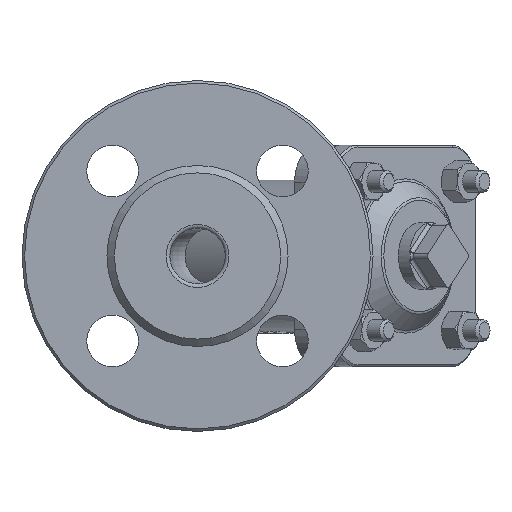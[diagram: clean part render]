
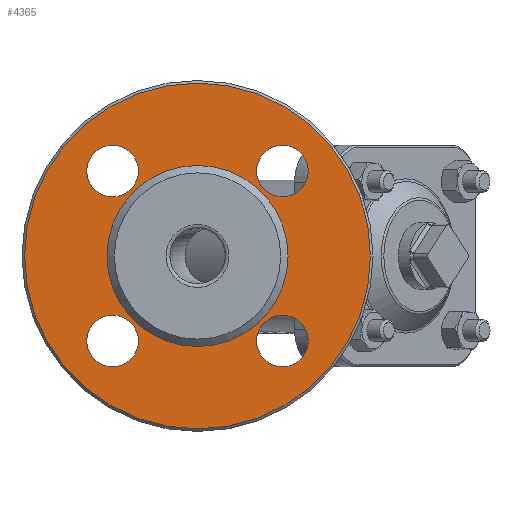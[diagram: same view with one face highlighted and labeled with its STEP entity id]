
A CAD part, left-side view. The second image highlights one B-rep face of the part: STEP entity #4365.
In plain terms, the highlighted planar face has unit normal (-1, 0, 0).
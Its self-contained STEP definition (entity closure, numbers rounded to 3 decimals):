
#75=FACE_BOUND('',#813,.T.);
#76=FACE_BOUND('',#814,.T.);
#77=FACE_BOUND('',#815,.T.);
#78=FACE_BOUND('',#816,.T.);
#79=FACE_BOUND('',#817,.T.);
#224=PLANE('',#4805);
#531=FACE_OUTER_BOUND('',#812,.T.);
#812=EDGE_LOOP('',(#3225));
#813=EDGE_LOOP('',(#3226));
#814=EDGE_LOOP('',(#3227));
#815=EDGE_LOOP('',(#3228));
#816=EDGE_LOOP('',(#3229));
#817=EDGE_LOOP('',(#3230));
#1606=CIRCLE('',#4804,24.5);
#1607=CIRCLE('',#4806,46.8);
#1608=CIRCLE('',#4807,7.);
#1609=CIRCLE('',#4808,7.);
#1610=CIRCLE('',#4809,7.);
#1611=CIRCLE('',#4810,7.);
#1919=VERTEX_POINT('',#7978);
#1920=VERTEX_POINT('',#7982);
#1921=VERTEX_POINT('',#7984);
#1922=VERTEX_POINT('',#7986);
#1923=VERTEX_POINT('',#7988);
#1924=VERTEX_POINT('',#7990);
#2405=EDGE_CURVE('',#1919,#1919,#1606,.T.);
#2407=EDGE_CURVE('',#1920,#1920,#1607,.T.);
#2408=EDGE_CURVE('',#1921,#1921,#1608,.T.);
#2409=EDGE_CURVE('',#1922,#1922,#1609,.T.);
#2410=EDGE_CURVE('',#1923,#1923,#1610,.T.);
#2411=EDGE_CURVE('',#1924,#1924,#1611,.T.);
#3225=ORIENTED_EDGE('',*,*,#2407,.F.);
#3226=ORIENTED_EDGE('',*,*,#2408,.T.);
#3227=ORIENTED_EDGE('',*,*,#2409,.T.);
#3228=ORIENTED_EDGE('',*,*,#2410,.T.);
#3229=ORIENTED_EDGE('',*,*,#2411,.T.);
#3230=ORIENTED_EDGE('',*,*,#2405,.F.);
#4365=ADVANCED_FACE('',(#531,#75,#76,#77,#78,#79),#224,.F.);
#4804=AXIS2_PLACEMENT_3D('',#7979,#5578,#5579);
#4805=AXIS2_PLACEMENT_3D('',#7981,#5581,#5582);
#4806=AXIS2_PLACEMENT_3D('',#7983,#5583,#5584);
#4807=AXIS2_PLACEMENT_3D('',#7985,#5585,#5586);
#4808=AXIS2_PLACEMENT_3D('',#7987,#5587,#5588);
#4809=AXIS2_PLACEMENT_3D('',#7989,#5589,#5590);
#4810=AXIS2_PLACEMENT_3D('',#7991,#5591,#5592);
#5578=DIRECTION('center_axis',(-1.,0.,0.));
#5579=DIRECTION('ref_axis',(0.,0.,1.));
#5581=DIRECTION('center_axis',(1.,0.,0.));
#5582=DIRECTION('ref_axis',(0.,0.,-1.));
#5583=DIRECTION('center_axis',(1.,0.,0.));
#5584=DIRECTION('ref_axis',(0.,1.,0.));
#5585=DIRECTION('center_axis',(1.,0.,0.));
#5586=DIRECTION('ref_axis',(0.,-1.,0.));
#5587=DIRECTION('center_axis',(1.,0.,0.));
#5588=DIRECTION('ref_axis',(0.,-1.,0.));
#5589=DIRECTION('center_axis',(1.,0.,0.));
#5590=DIRECTION('ref_axis',(0.,-1.,0.));
#5591=DIRECTION('center_axis',(1.,0.,0.));
#5592=DIRECTION('ref_axis',(0.,-1.,0.));
#7978=CARTESIAN_POINT('',(-112.,0.,-24.5));
#7979=CARTESIAN_POINT('Origin',(-112.,0.,0.));
#7981=CARTESIAN_POINT('Origin',(-112.,0.,0.));
#7982=CARTESIAN_POINT('',(-112.,-46.8,0.));
#7983=CARTESIAN_POINT('Origin',(-112.,0.,0.));
#7984=CARTESIAN_POINT('',(-112.,-15.981,-22.981));
#7985=CARTESIAN_POINT('Origin',(-112.,-22.981,-22.981));
#7986=CARTESIAN_POINT('',(-112.,-15.981,22.981));
#7987=CARTESIAN_POINT('Origin',(-112.,-22.981,22.981));
#7988=CARTESIAN_POINT('',(-112.,29.981,22.981));
#7989=CARTESIAN_POINT('Origin',(-112.,22.981,22.981));
#7990=CARTESIAN_POINT('',(-112.,29.981,-22.981));
#7991=CARTESIAN_POINT('Origin',(-112.,22.981,-22.981));
